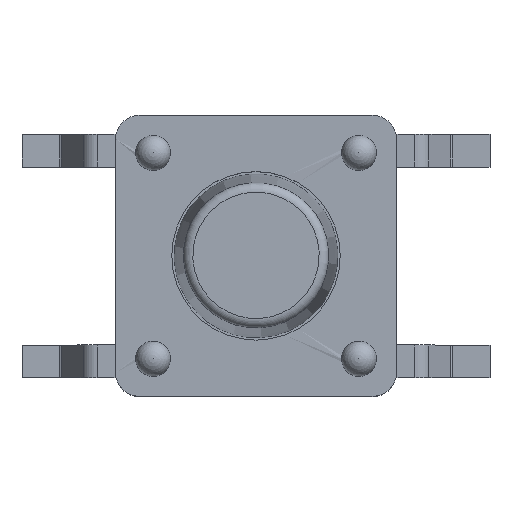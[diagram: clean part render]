
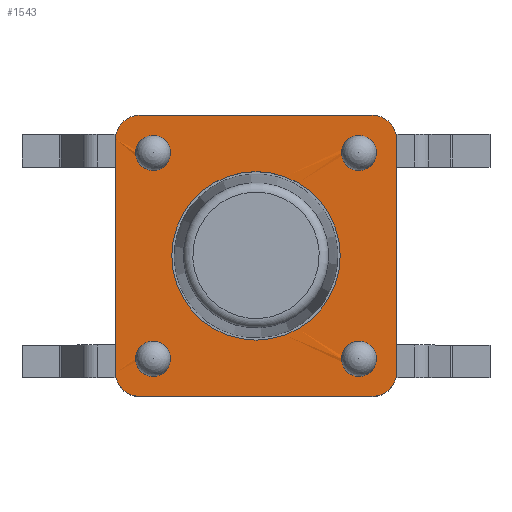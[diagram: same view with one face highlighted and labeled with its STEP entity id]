
A CAD part, top view. The second image highlights one B-rep face of the part: STEP entity #1543.
In plain terms, the highlighted planar face has unit normal (0, 0, 1).
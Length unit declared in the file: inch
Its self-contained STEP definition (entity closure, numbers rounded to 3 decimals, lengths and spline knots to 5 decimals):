
#1413=CARTESIAN_POINT('',(0.12992,0.12992,0.12677));
#1414=DIRECTION('',(0.0,0.0,1.0));
#1415=DIRECTION('',(1.0,0.0,0.0));
#1416=AXIS2_PLACEMENT_3D('',#1413,#1414,#1415);
#1417=PLANE('',#1416);
#1418=CARTESIAN_POINT('',(-0.09843,-0.11811,0.12677));
#1419=VERTEX_POINT('',#1418);
#1420=CARTESIAN_POINT('',(-0.11811,-0.09843,0.12677));
#1421=VERTEX_POINT('',#1420);
#1422=CARTESIAN_POINT('',(-0.09843,-0.09843,0.12677));
#1423=DIRECTION('',(0.0,0.0,-1.0));
#1424=DIRECTION('',(-0.707,-0.707,0.0));
#1425=AXIS2_PLACEMENT_3D('',#1422,#1423,#1424);
#1426=CIRCLE('',#1425,0.01969);
#1427=EDGE_CURVE('',#1419,#1421,#1426,.T.);
#1428=ORIENTED_EDGE('',*,*,#1427,.F.);
#1429=CARTESIAN_POINT('',(0.09843,-0.11811,0.12677));
#1430=VERTEX_POINT('',#1429);
#1431=CARTESIAN_POINT('',(0.09843,-0.11811,0.12677));
#1432=DIRECTION('',(-1.0,0.0,0.0));
#1433=VECTOR('',#1432,0.19685);
#1434=LINE('',#1431,#1433);
#1435=EDGE_CURVE('',#1430,#1419,#1434,.T.);
#1436=ORIENTED_EDGE('',*,*,#1435,.F.);
#1437=CARTESIAN_POINT('',(0.11811,-0.09843,0.12677));
#1438=VERTEX_POINT('',#1437);
#1439=CARTESIAN_POINT('',(0.09843,-0.09843,0.12677));
#1440=DIRECTION('',(0.0,0.0,-1.0));
#1441=DIRECTION('',(0.707,-0.707,0.0));
#1442=AXIS2_PLACEMENT_3D('',#1439,#1440,#1441);
#1443=CIRCLE('',#1442,0.01969);
#1444=EDGE_CURVE('',#1438,#1430,#1443,.T.);
#1445=ORIENTED_EDGE('',*,*,#1444,.F.);
#1446=CARTESIAN_POINT('',(0.11811,0.09843,0.12677));
#1447=VERTEX_POINT('',#1446);
#1448=CARTESIAN_POINT('',(0.11811,0.09843,0.12677));
#1449=DIRECTION('',(0.0,-1.0,0.0));
#1450=VECTOR('',#1449,0.19685);
#1451=LINE('',#1448,#1450);
#1452=EDGE_CURVE('',#1447,#1438,#1451,.T.);
#1453=ORIENTED_EDGE('',*,*,#1452,.F.);
#1454=CARTESIAN_POINT('',(0.09843,0.11811,0.12677));
#1455=VERTEX_POINT('',#1454);
#1456=CARTESIAN_POINT('',(0.09843,0.09843,0.12677));
#1457=DIRECTION('',(0.0,0.0,-1.0));
#1458=DIRECTION('',(0.707,0.707,0.0));
#1459=AXIS2_PLACEMENT_3D('',#1456,#1457,#1458);
#1460=CIRCLE('',#1459,0.01969);
#1461=EDGE_CURVE('',#1455,#1447,#1460,.T.);
#1462=ORIENTED_EDGE('',*,*,#1461,.F.);
#1463=CARTESIAN_POINT('',(-0.09843,0.11811,0.12677));
#1464=VERTEX_POINT('',#1463);
#1465=CARTESIAN_POINT('',(-0.09843,0.11811,0.12677));
#1466=DIRECTION('',(1.0,0.0,0.0));
#1467=VECTOR('',#1466,0.19685);
#1468=LINE('',#1465,#1467);
#1469=EDGE_CURVE('',#1464,#1455,#1468,.T.);
#1470=ORIENTED_EDGE('',*,*,#1469,.F.);
#1471=CARTESIAN_POINT('',(-0.11811,0.09843,0.12677));
#1472=VERTEX_POINT('',#1471);
#1473=CARTESIAN_POINT('',(-0.09843,0.09843,0.12677));
#1474=DIRECTION('',(0.0,0.0,-1.0));
#1475=DIRECTION('',(-0.707,0.707,0.0));
#1476=AXIS2_PLACEMENT_3D('',#1473,#1474,#1475);
#1477=CIRCLE('',#1476,0.01969);
#1478=EDGE_CURVE('',#1472,#1464,#1477,.T.);
#1479=ORIENTED_EDGE('',*,*,#1478,.F.);
#1480=CARTESIAN_POINT('',(-0.11811,-0.09843,0.12677));
#1481=DIRECTION('',(0.0,1.0,0.0));
#1482=VECTOR('',#1481,0.19685);
#1483=LINE('',#1480,#1482);
#1484=EDGE_CURVE('',#1421,#1472,#1483,.T.);
#1485=ORIENTED_EDGE('',*,*,#1484,.F.);
#1486=EDGE_LOOP('',(#1428,#1436,#1445,#1453,#1462,#1470,#1479,#1485));
#1487=FACE_OUTER_BOUND('',#1486,.T.);
#1488=CARTESIAN_POINT('',(-0.07087,0.,0.12677));
#1489=VERTEX_POINT('',#1488);
#1490=CARTESIAN_POINT('',(0.,0.0,0.12677));
#1491=DIRECTION('',(0.0,0.0,-1.0));
#1492=DIRECTION('',(1.0,0.0,0.0));
#1493=AXIS2_PLACEMENT_3D('',#1490,#1491,#1492);
#1494=CIRCLE('',#1493,0.07087);
#1495=EDGE_CURVE('',#1489,#1489,#1494,.T.);
#1496=ORIENTED_EDGE('',*,*,#1495,.T.);
#1497=EDGE_LOOP('',(#1496));
#1498=FACE_BOUND('',#1497,.T.);
#1499=CARTESIAN_POINT('',(0.07185,0.08661,0.12726));
#1500=VERTEX_POINT('',#1499);
#1501=CARTESIAN_POINT('',(0.08661,0.08661,0.12677));
#1502=DIRECTION('',(0.0,0.0,1.0));
#1503=DIRECTION('',(-1.0,0.0,0.0));
#1504=AXIS2_PLACEMENT_3D('',#1501,#1502,#1503);
#1505=CIRCLE('',#1504,0.01476);
#1506=EDGE_CURVE('',#1500,#1500,#1505,.T.);
#1507=ORIENTED_EDGE('',*,*,#1506,.F.);
#1508=EDGE_LOOP('',(#1507));
#1509=FACE_BOUND('',#1508,.T.);
#1510=CARTESIAN_POINT('',(-0.10138,0.08661,0.12726));
#1511=VERTEX_POINT('',#1510);
#1512=CARTESIAN_POINT('',(-0.08661,0.08661,0.12677));
#1513=DIRECTION('',(0.0,0.0,1.0));
#1514=DIRECTION('',(-1.0,0.0,0.0));
#1515=AXIS2_PLACEMENT_3D('',#1512,#1513,#1514);
#1516=CIRCLE('',#1515,0.01476);
#1517=EDGE_CURVE('',#1511,#1511,#1516,.T.);
#1518=ORIENTED_EDGE('',*,*,#1517,.F.);
#1519=EDGE_LOOP('',(#1518));
#1520=FACE_BOUND('',#1519,.T.);
#1521=CARTESIAN_POINT('',(-0.10138,-0.08661,0.12726));
#1522=VERTEX_POINT('',#1521);
#1523=CARTESIAN_POINT('',(-0.08661,-0.08661,0.12677));
#1524=DIRECTION('',(0.0,0.0,1.0));
#1525=DIRECTION('',(-1.0,0.0,0.0));
#1526=AXIS2_PLACEMENT_3D('',#1523,#1524,#1525);
#1527=CIRCLE('',#1526,0.01476);
#1528=EDGE_CURVE('',#1522,#1522,#1527,.T.);
#1529=ORIENTED_EDGE('',*,*,#1528,.F.);
#1530=EDGE_LOOP('',(#1529));
#1531=FACE_BOUND('',#1530,.T.);
#1532=CARTESIAN_POINT('',(0.07185,-0.08661,0.12726));
#1533=VERTEX_POINT('',#1532);
#1534=CARTESIAN_POINT('',(0.08661,-0.08661,0.12677));
#1535=DIRECTION('',(0.0,0.0,1.0));
#1536=DIRECTION('',(-1.0,0.0,0.0));
#1537=AXIS2_PLACEMENT_3D('',#1534,#1535,#1536);
#1538=CIRCLE('',#1537,0.01476);
#1539=EDGE_CURVE('',#1533,#1533,#1538,.T.);
#1540=ORIENTED_EDGE('',*,*,#1539,.F.);
#1541=EDGE_LOOP('',(#1540));
#1542=FACE_BOUND('',#1541,.T.);
#1543=ADVANCED_FACE('',(#1487,#1498,#1509,#1520,#1531,#1542),#1417,.T.);
